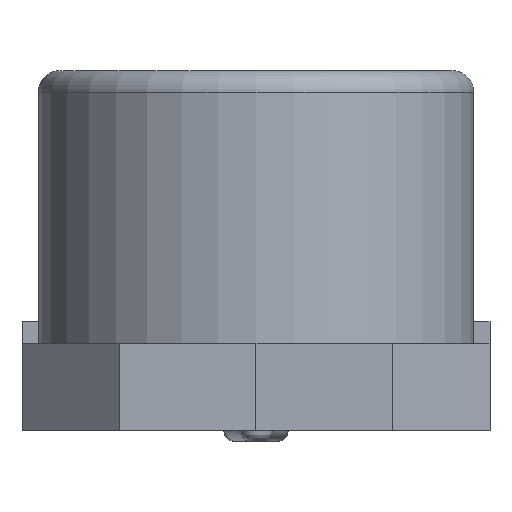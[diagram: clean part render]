
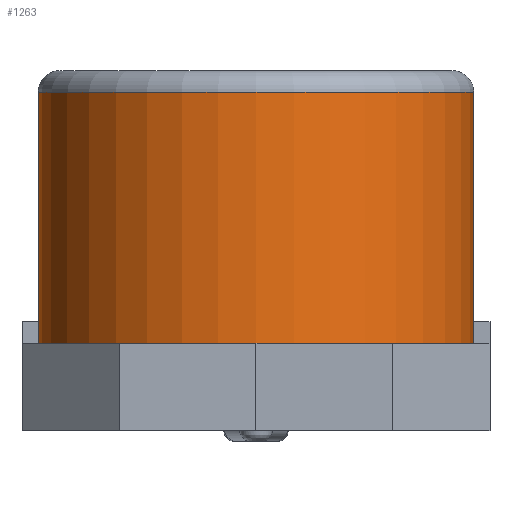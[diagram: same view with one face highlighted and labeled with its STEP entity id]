
A CAD part, front view. The second image highlights one B-rep face of the part: STEP entity #1263.
In plain terms, the highlighted cylindrical face has radius 3.866 mm (diameter 7.732 mm), a full revolution.
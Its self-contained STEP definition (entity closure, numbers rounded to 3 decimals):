
#98=LINE('',#1846,#238);
#238=VECTOR('',#1484,3.866);
#378=CYLINDRICAL_SURFACE('',#1362,3.866);
#394=FACE_OUTER_BOUND('',#468,.T.);
#468=EDGE_LOOP('',(#890,#891,#892,#893,#894,#895));
#544=CIRCLE('',#1360,3.866);
#545=CIRCLE('',#1361,3.866);
#546=CIRCLE('',#1363,3.866);
#547=CIRCLE('',#1364,3.866);
#577=VERTEX_POINT('',#1839);
#578=VERTEX_POINT('',#1841);
#579=VERTEX_POINT('',#1845);
#580=VERTEX_POINT('',#1847);
#701=EDGE_CURVE('',#577,#578,#544,.T.);
#702=EDGE_CURVE('',#578,#577,#545,.T.);
#703=EDGE_CURVE('',#578,#579,#98,.T.);
#704=EDGE_CURVE('',#579,#580,#546,.T.);
#705=EDGE_CURVE('',#580,#579,#547,.T.);
#890=ORIENTED_EDGE('',*,*,#701,.F.);
#891=ORIENTED_EDGE('',*,*,#702,.F.);
#892=ORIENTED_EDGE('',*,*,#703,.T.);
#893=ORIENTED_EDGE('',*,*,#704,.T.);
#894=ORIENTED_EDGE('',*,*,#705,.T.);
#895=ORIENTED_EDGE('',*,*,#703,.F.);
#1263=ADVANCED_FACE('',(#394),#378,.T.);
#1360=AXIS2_PLACEMENT_3D('',#1842,#1478,#1479);
#1361=AXIS2_PLACEMENT_3D('',#1843,#1480,#1481);
#1362=AXIS2_PLACEMENT_3D('',#1844,#1482,#1483);
#1363=AXIS2_PLACEMENT_3D('',#1848,#1485,#1486);
#1364=AXIS2_PLACEMENT_3D('',#1849,#1487,#1488);
#1478=DIRECTION('center_axis',(0.,0.,1.));
#1479=DIRECTION('ref_axis',(-0.814,0.581,0.));
#1480=DIRECTION('center_axis',(0.,0.,1.));
#1481=DIRECTION('ref_axis',(-0.814,0.581,0.));
#1482=DIRECTION('center_axis',(0.,0.,1.));
#1483=DIRECTION('ref_axis',(-1.,0.,0.));
#1484=DIRECTION('',(0.,0.,-1.));
#1485=DIRECTION('center_axis',(0.,0.,
1.));
#1486=DIRECTION('ref_axis',(-0.814,0.581,0.));
#1487=DIRECTION('center_axis',(0.,0.,
1.));
#1488=DIRECTION('ref_axis',(-0.814,0.581,0.));
#1839=CARTESIAN_POINT('',(-3.909,-4.234,6.004));
#1841=CARTESIAN_POINT('',(3.823,-4.234,6.004));
#1842=CARTESIAN_POINT('Origin',(-0.043,-4.234,6.004));
#1843=CARTESIAN_POINT('Origin',(-0.043,-4.234,6.004));
#1844=CARTESIAN_POINT('Origin',(-0.043,-4.234,3.098));
#1845=CARTESIAN_POINT('',(3.823,-4.234,0.191));
#1846=CARTESIAN_POINT('',(3.823,-4.234,3.098));
#1847=CARTESIAN_POINT('',(-3.909,-4.234,0.191));
#1848=CARTESIAN_POINT('Origin',(-0.043,-4.234,0.191));
#1849=CARTESIAN_POINT('Origin',(-0.043,-4.234,0.191));
